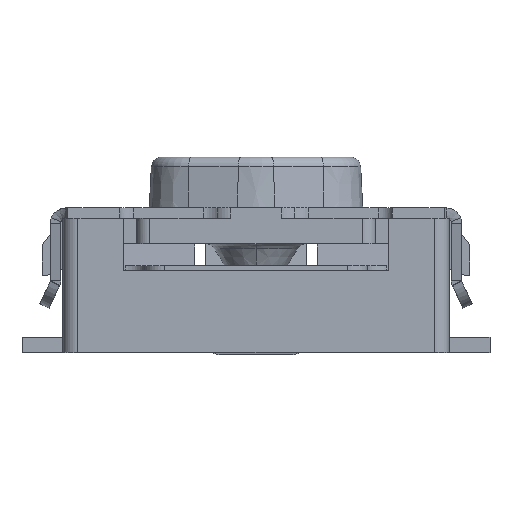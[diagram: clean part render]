
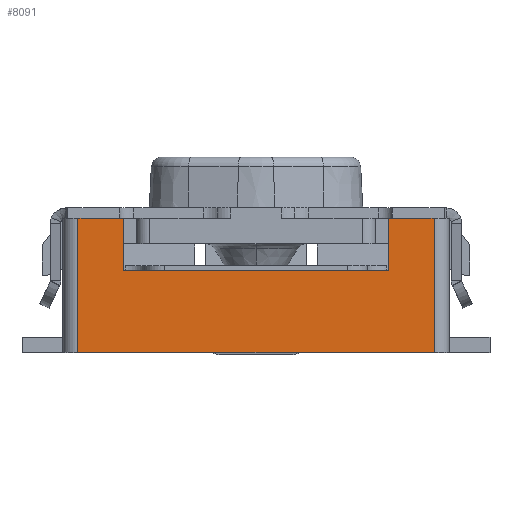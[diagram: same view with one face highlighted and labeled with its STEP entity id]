
A CAD part, top view. The second image highlights one B-rep face of the part: STEP entity #8091.
In plain terms, the highlighted planar face has unit normal (0, 0, 1).
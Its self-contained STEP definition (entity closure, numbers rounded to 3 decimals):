
#9=DIRECTION('',(1.,0.,0.));
#10=VECTOR('',#9,3.5);
#11=CARTESIAN_POINT('',(-1.75,0.,1.4));
#12=LINE('',#11,#10);
#713=DIRECTION('',(1.,0.,0.));
#714=VECTOR('',#713,0.45);
#715=CARTESIAN_POINT('',(-1.75,1.32,1.4));
#716=LINE('',#715,#714);
#1282=DIRECTION('',(1.,0.,0.));
#1283=VECTOR('',#1282,0.45);
#1284=CARTESIAN_POINT('',(1.3,1.32,1.4));
#1285=LINE('',#1284,#1283);
#1654=DIRECTION('',(0.,-1.,0.));
#1655=VECTOR('',#1654,0.52);
#1656=CARTESIAN_POINT('',(-1.3,1.32,1.4));
#1657=LINE('',#1656,#1655);
#1658=DIRECTION('',(1.,0.,0.));
#1659=VECTOR('',#1658,2.6);
#1660=CARTESIAN_POINT('',(-1.3,0.8,1.4));
#1661=LINE('',#1660,#1659);
#1662=DIRECTION('',(0.,-1.,0.));
#1663=VECTOR('',#1662,0.52);
#1664=CARTESIAN_POINT('',(1.3,1.32,1.4));
#1665=LINE('',#1664,#1663);
#1675=DIRECTION('',(0.,-1.,0.));
#1676=VECTOR('',#1675,1.32);
#1677=CARTESIAN_POINT('',(1.75,1.32,1.4));
#1678=LINE('',#1677,#1676);
#2732=DIRECTION('',(0.,-1.,0.));
#2733=VECTOR('',#2732,1.32);
#2734=CARTESIAN_POINT('',(-1.75,1.32,1.4));
#2735=LINE('',#2734,#2733);
#4809=CARTESIAN_POINT('',(-1.3,1.32,1.4));
#4810=CARTESIAN_POINT('',(-1.3,0.8,1.4));
#4811=VERTEX_POINT('',#4809);
#4812=VERTEX_POINT('',#4810);
#4813=CARTESIAN_POINT('',(1.3,1.32,1.4));
#4814=CARTESIAN_POINT('',(1.3,0.8,1.4));
#4815=VERTEX_POINT('',#4813);
#4816=VERTEX_POINT('',#4814);
#4829=CARTESIAN_POINT('',(1.75,1.32,1.4));
#4830=CARTESIAN_POINT('',(1.75,0.,1.4));
#4831=VERTEX_POINT('',#4829);
#4832=VERTEX_POINT('',#4830);
#4833=CARTESIAN_POINT('',(-1.75,1.32,1.4));
#4834=CARTESIAN_POINT('',(-1.75,0.,1.4));
#4835=VERTEX_POINT('',#4833);
#4836=VERTEX_POINT('',#4834);
#8073=CARTESIAN_POINT('',(-1.9,0.,1.4));
#8074=DIRECTION('',(0.,0.,1.));
#8075=DIRECTION('',(1.,0.,0.));
#8076=AXIS2_PLACEMENT_3D('',#8073,#8074,#8075);
#8077=PLANE('',#8076);
#8079=ORIENTED_EDGE('',*,*,#8078,.T.);
#8080=ORIENTED_EDGE('',*,*,#6100,.F.);
#8082=ORIENTED_EDGE('',*,*,#8081,.F.);
#8083=ORIENTED_EDGE('',*,*,#6932,.T.);
#8085=ORIENTED_EDGE('',*,*,#8084,.T.);
#8086=ORIENTED_EDGE('',*,*,#8019,.T.);
#8087=ORIENTED_EDGE('',*,*,#7643,.F.);
#8088=ORIENTED_EDGE('',*,*,#7666,.T.);
#8089=EDGE_LOOP('',(#8079,#8080,#8082,#8083,#8085,#8086,#8087,#8088));
#8090=FACE_OUTER_BOUND('',#8089,.F.);
#8091=ADVANCED_FACE('',(#8090),#8077,.T.);
#6100=EDGE_CURVE('',#4836,#4832,#12,.T.);
#6932=EDGE_CURVE('',#4835,#4811,#716,.T.);
#7643=EDGE_CURVE('',#4815,#4816,#1665,.T.);
#7666=EDGE_CURVE('',#4815,#4831,#1285,.T.);
#8019=EDGE_CURVE('',#4812,#4816,#1661,.T.);
#8078=EDGE_CURVE('',#4831,#4832,#1678,.T.);
#8081=EDGE_CURVE('',#4835,#4836,#2735,.T.);
#8084=EDGE_CURVE('',#4811,#4812,#1657,.T.);
